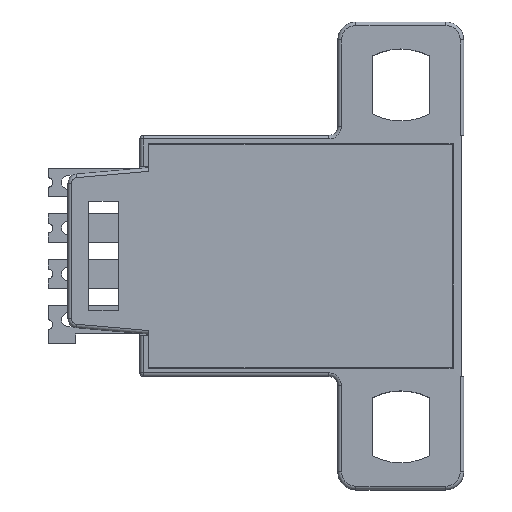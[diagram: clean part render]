
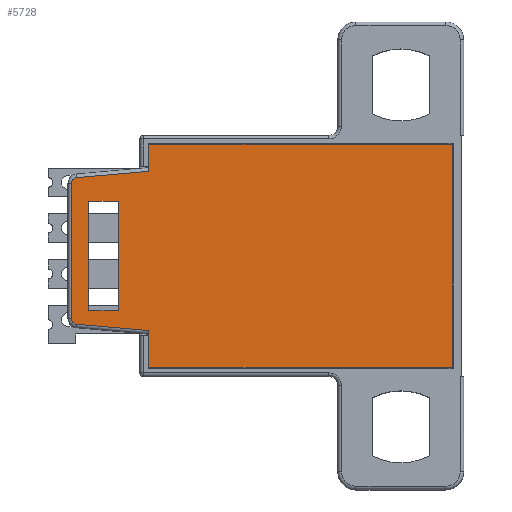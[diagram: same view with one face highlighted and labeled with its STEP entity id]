
A CAD part, top view. The second image highlights one B-rep face of the part: STEP entity #5728.
In plain terms, the highlighted planar face has unit normal (0, 0, 1).
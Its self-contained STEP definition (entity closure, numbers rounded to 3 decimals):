
#1067=DIRECTION('',(0.996,0.087,0.));
#1068=VECTOR('',#1067,4.042);
#1069=CARTESIAN_POINT('',(-21.776,4.348,7.05));
#1070=LINE('',#1069,#1068);
#1071=DIRECTION('',(0.,1.,0.));
#1072=VECTOR('',#1071,1.5);
#1073=CARTESIAN_POINT('',(-17.75,4.7,7.05));
#1074=LINE('',#1073,#1072);
#1075=DIRECTION('',(1.,0.,0.));
#1076=VECTOR('',#1075,16.85);
#1077=CARTESIAN_POINT('',(-17.75,6.2,7.05));
#1078=LINE('',#1077,#1076);
#1079=DIRECTION('',(0.,-1.,0.));
#1080=VECTOR('',#1079,12.4);
#1081=CARTESIAN_POINT('',(-0.9,6.2,7.05));
#1082=LINE('',#1081,#1080);
#1083=DIRECTION('',(-1.,0.,0.));
#1084=VECTOR('',#1083,16.85);
#1085=CARTESIAN_POINT('',(-0.9,-6.2,7.05));
#1086=LINE('',#1085,#1084);
#1087=DIRECTION('',(0.,1.,0.));
#1088=VECTOR('',#1087,2.05);
#1089=CARTESIAN_POINT('',(-17.75,-6.2,7.05));
#1090=LINE('',#1089,#1088);
#1091=DIRECTION('',(-0.996,0.087,0.));
#1092=VECTOR('',#1091,4.042);
#1093=CARTESIAN_POINT('',(-17.75,-4.15,7.05));
#1094=LINE('',#1093,#1092);
#1095=CARTESIAN_POINT('',(-21.75,-3.499,7.05));
#1096=DIRECTION('',(0.,0.,-1.));
#1097=DIRECTION('',(-0.087,-0.996,0.));
#1098=AXIS2_PLACEMENT_3D('',#1095,#1096,#1097);
#1100=CARTESIAN_POINT('',(-21.75,4.049,7.05));
#1101=DIRECTION('',(0.,0.,-1.));
#1102=DIRECTION('',(-1.,0.,0.));
#1103=AXIS2_PLACEMENT_3D('',#1100,#1101,#1102);
#1105=DIRECTION('',(0.,-1.,0.));
#1106=VECTOR('',#1105,6.1);
#1107=CARTESIAN_POINT('',(-21.1,3.05,7.05));
#1108=LINE('',#1107,#1106);
#1109=DIRECTION('',(1.,0.,0.));
#1110=VECTOR('',#1109,1.65);
#1111=CARTESIAN_POINT('',(-21.1,-3.05,7.05));
#1112=LINE('',#1111,#1110);
#1113=DIRECTION('',(0.,1.,0.));
#1114=VECTOR('',#1113,6.1);
#1115=CARTESIAN_POINT('',(-19.45,-3.05,7.05));
#1116=LINE('',#1115,#1114);
#1117=DIRECTION('',(-1.,0.,0.));
#1118=VECTOR('',#1117,1.65);
#1119=CARTESIAN_POINT('',(-19.45,3.05,7.05));
#1120=LINE('',#1119,#1118);
#1156=DIRECTION('',(0.,-1.,0.));
#1157=VECTOR('',#1156,7.548);
#1158=CARTESIAN_POINT('',(-22.05,4.049,7.05));
#1159=LINE('',#1158,#1157);
#3842=CARTESIAN_POINT('',(-21.776,4.348,7.05));
#3843=CARTESIAN_POINT('',(-17.75,4.7,7.05));
#3844=VERTEX_POINT('',#3842);
#3845=VERTEX_POINT('',#3843);
#3846=CARTESIAN_POINT('',(-17.75,6.2,7.05));
#3847=VERTEX_POINT('',#3846);
#3848=CARTESIAN_POINT('',(-0.9,6.2,7.05));
#3849=VERTEX_POINT('',#3848);
#3850=CARTESIAN_POINT('',(-0.9,-6.2,7.05));
#3851=VERTEX_POINT('',#3850);
#3852=CARTESIAN_POINT('',(-17.75,-6.2,7.05));
#3853=VERTEX_POINT('',#3852);
#3854=CARTESIAN_POINT('',(-17.75,-4.15,7.05));
#3855=VERTEX_POINT('',#3854);
#3856=CARTESIAN_POINT('',(-21.776,-3.798,7.05));
#3857=VERTEX_POINT('',#3856);
#3858=CARTESIAN_POINT('',(-22.05,-3.499,7.05));
#3859=VERTEX_POINT('',#3858);
#3860=CARTESIAN_POINT('',(-22.05,4.049,7.05));
#3861=VERTEX_POINT('',#3860);
#3862=CARTESIAN_POINT('',(-21.1,3.05,7.05));
#3863=CARTESIAN_POINT('',(-21.1,-3.05,7.05));
#3864=VERTEX_POINT('',#3862);
#3865=VERTEX_POINT('',#3863);
#3866=CARTESIAN_POINT('',(-19.45,-3.05,7.05));
#3867=VERTEX_POINT('',#3866);
#3868=CARTESIAN_POINT('',(-19.45,3.05,7.05));
#3869=VERTEX_POINT('',#3868);
#5693=CARTESIAN_POINT('',(0.,0.,7.05));
#5694=DIRECTION('',(0.,0.,1.));
#5695=DIRECTION('',(0.,-1.,0.));
#5696=AXIS2_PLACEMENT_3D('',#5693,#5694,#5695);
#5697=PLANE('',#5696);
#5699=ORIENTED_EDGE('',*,*,#5698,.T.);
#5700=ORIENTED_EDGE('',*,*,#5681,.T.);
#5702=ORIENTED_EDGE('',*,*,#5701,.T.);
#5704=ORIENTED_EDGE('',*,*,#5703,.T.);
#5706=ORIENTED_EDGE('',*,*,#5705,.T.);
#5707=ORIENTED_EDGE('',*,*,#5462,.T.);
#5709=ORIENTED_EDGE('',*,*,#5708,.T.);
#5711=ORIENTED_EDGE('',*,*,#5710,.T.);
#5713=ORIENTED_EDGE('',*,*,#5712,.F.);
#5715=ORIENTED_EDGE('',*,*,#5714,.T.);
#5716=EDGE_LOOP('',(#5699,#5700,#5702,#5704,#5706,#5707,#5709,#5711,#5713,
#5715));
#5717=FACE_OUTER_BOUND('',#5716,.F.);
#5719=ORIENTED_EDGE('',*,*,#5718,.T.);
#5721=ORIENTED_EDGE('',*,*,#5720,.T.);
#5723=ORIENTED_EDGE('',*,*,#5722,.T.);
#5725=ORIENTED_EDGE('',*,*,#5724,.T.);
#5726=EDGE_LOOP('',(#5719,#5721,#5723,#5725));
#5727=FACE_BOUND('',#5726,.F.);
#5728=ADVANCED_FACE('',(#5717,#5727),#5697,.T.);
#1099=CIRCLE('',#1098,0.3);
#1104=CIRCLE('',#1103,0.3);
#5462=EDGE_CURVE('',#3853,#3855,#1090,.T.);
#5681=EDGE_CURVE('',#3845,#3847,#1074,.T.);
#5698=EDGE_CURVE('',#3844,#3845,#1070,.T.);
#5701=EDGE_CURVE('',#3847,#3849,#1078,.T.);
#5703=EDGE_CURVE('',#3849,#3851,#1082,.T.);
#5705=EDGE_CURVE('',#3851,#3853,#1086,.T.);
#5708=EDGE_CURVE('',#3855,#3857,#1094,.T.);
#5710=EDGE_CURVE('',#3857,#3859,#1099,.T.);
#5712=EDGE_CURVE('',#3861,#3859,#1159,.T.);
#5714=EDGE_CURVE('',#3861,#3844,#1104,.T.);
#5718=EDGE_CURVE('',#3864,#3865,#1108,.T.);
#5720=EDGE_CURVE('',#3865,#3867,#1112,.T.);
#5722=EDGE_CURVE('',#3867,#3869,#1116,.T.);
#5724=EDGE_CURVE('',#3869,#3864,#1120,.T.);
